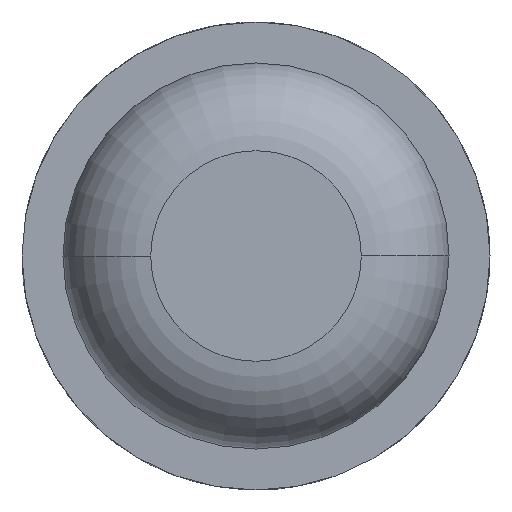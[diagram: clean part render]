
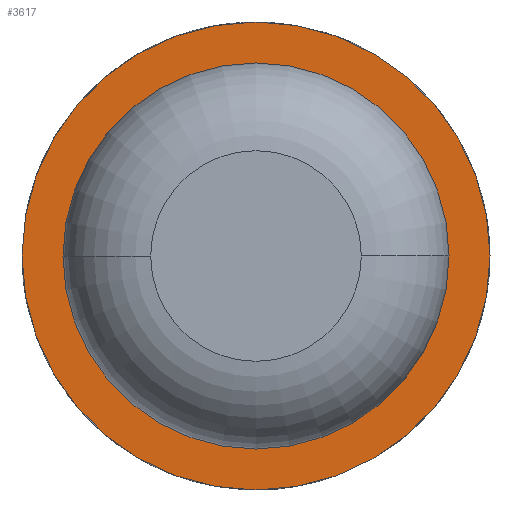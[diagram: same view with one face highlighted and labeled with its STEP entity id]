
A CAD part, front view. The second image highlights one B-rep face of the part: STEP entity #3617.
In plain terms, the highlighted planar face has unit normal (0, -1, 0).
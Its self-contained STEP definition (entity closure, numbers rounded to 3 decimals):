
#121 = CARTESIAN_POINT ( 'NONE',  ( 0.825, -6., 0. ) ) ;
#138 = DIRECTION ( 'NONE',  ( -1., 0., 0. ) ) ;
#166 = AXIS2_PLACEMENT_3D ( 'NONE', #3327, #839, #1790 ) ;
#198 = VERTEX_POINT ( 'NONE', #773 ) ;
#444 = AXIS2_PLACEMENT_3D ( 'NONE', #1962, #2258, #3195 ) ;
#573 = CARTESIAN_POINT ( 'NONE',  ( 0., -6., 0. ) ) ;
#584 = FACE_OUTER_BOUND ( 'NONE', #4007, .T. ) ;
#606 = EDGE_CURVE ( 'Defeature ausgef�hrt1_7+Defeature ausgef�hrt1_0+Defeature ausgef�hrt1_0+Defeature ausgef�hrt1_0', #198, #2074, #1203, .T. ) ;
#720 = ORIENTED_EDGE ( 'NONE', *, *, #606, .T. ) ;
#773 = CARTESIAN_POINT ( 'NONE',  ( 0.825, -6., 0. ) ) ;
#785 = CARTESIAN_POINT ( 'NONE',  ( 1., -6., 0. ) ) ;
#839 = DIRECTION ( 'NONE',  ( 0., 1., 0. ) ) ;
#889 = CARTESIAN_POINT ( 'NONE',  ( -0.825, -6., 0. ) ) ;
#1203 = CIRCLE ( 'NONE', #444, 0.825 ) ;
#1458 = CARTESIAN_POINT ( 'NONE',  ( -1., -6., 0. ) ) ;
#1475 = DIRECTION ( 'NONE',  ( 0., 1., 0. ) ) ;
#1599 = CIRCLE ( 'NONE', #166, 0.825 ) ;
#1615 = ORIENTED_EDGE ( 'NONE', *, *, #2467, .F. ) ;
#1725 = PLANE ( 'NONE',  #3489 ) ;
#1790 = DIRECTION ( 'NONE',  ( -1., 0., 0. ) ) ;
#1943 = EDGE_LOOP ( 'NONE', ( #3761, #720 ) ) ;
#1962 = CARTESIAN_POINT ( 'NONE',  ( 0., -6., 0. ) ) ;
#2016 = EDGE_CURVE ( 'Defeature ausgef�hrt1_7+Defeature ausgef�hrt1_0+Defeature ausgef�hrt1_0+Defeature ausgef�hrt1_0', #2074, #198, #1599, .T. ) ;
#2061 = AXIS2_PLACEMENT_3D ( 'NONE', #573, #3387, #3417 ) ;
#2074 = VERTEX_POINT ( 'NONE', #889 ) ;
#2258 = DIRECTION ( 'NONE',  ( 0., 1., 0. ) ) ;
#2349 = FACE_BOUND ( 'NONE', #1943, .T. ) ;
#2467 = EDGE_CURVE ( 'Defeature ausgef�hrt1_8+Defeature ausgef�hrt1_7+Defeature ausgef�hrt1_7+Defeature ausgef�hrt1_7', #3621, #3716, #3103, .T. ) ;
#2931 = DIRECTION ( 'NONE',  ( 0., 1., 0. ) ) ;
#3103 = CIRCLE ( 'NONE', #2061, 1. ) ;
#3195 = DIRECTION ( 'NONE',  ( -1., 0., 0. ) ) ;
#3327 = CARTESIAN_POINT ( 'NONE',  ( 0., -6., 0. ) ) ;
#3346 = CARTESIAN_POINT ( 'NONE',  ( 0., -6., 0. ) ) ;
#3387 = DIRECTION ( 'NONE',  ( 0., 1., 0. ) ) ;
#3417 = DIRECTION ( 'NONE',  ( -1., 0., 0. ) ) ;
#3487 = EDGE_CURVE ( 'Defeature ausgef�hrt1_8+Defeature ausgef�hrt1_7+Defeature ausgef�hrt1_7+Defeature ausgef�hrt1_7', #3716, #3621, #3765, .T. ) ;
#3489 = AXIS2_PLACEMENT_3D ( 'NONE', #121, #2931, #138 ) ;
#3516 = AXIS2_PLACEMENT_3D ( 'NONE', #3346, #1475, #3978 ) ;
#3617 = ADVANCED_FACE ( 'Defeature ausgef�hrt1_7', ( #584, #2349 ), #1725, .F. ) ;
#3621 = VERTEX_POINT ( 'NONE', #785 ) ;
#3716 = VERTEX_POINT ( 'NONE', #1458 ) ;
#3717 = ORIENTED_EDGE ( 'NONE', *, *, #3487, .F. ) ;
#3761 = ORIENTED_EDGE ( 'NONE', *, *, #2016, .T. ) ;
#3765 = CIRCLE ( 'NONE', #3516, 1. ) ;
#3978 = DIRECTION ( 'NONE',  ( -1., 0., 0. ) ) ;
#4007 = EDGE_LOOP ( 'NONE', ( #3717, #1615 ) ) ;
